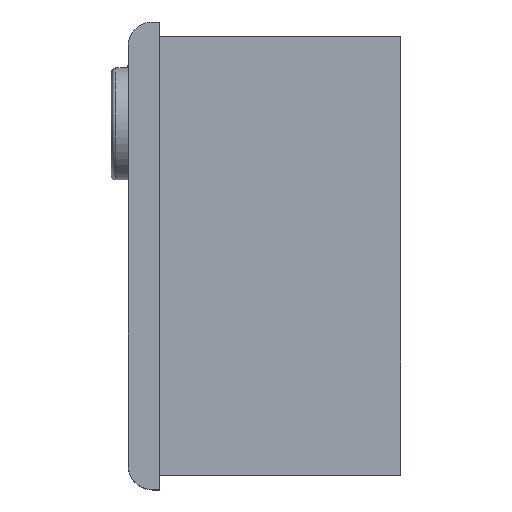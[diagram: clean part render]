
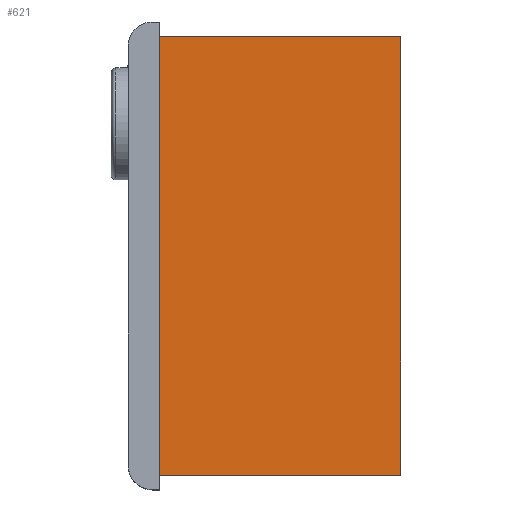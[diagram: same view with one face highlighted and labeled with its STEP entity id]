
A CAD part, top view. The second image highlights one B-rep face of the part: STEP entity #621.
In plain terms, the highlighted free-form (B-spline) face has degree [1, 1] with [2, 2] control points.
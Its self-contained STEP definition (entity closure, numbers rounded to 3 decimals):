
#534 = VERTEX_POINT('',#535);
#535 = CARTESIAN_POINT('',(5253.054,-26407.985,
    3057.591));
#550 = VERTEX_POINT('',#551);
#551 = CARTESIAN_POINT('',(5253.054,-26669.215,
    3057.591));
#556 = EDGE_CURVE('',#550,#534,#557,.T.);
#557 = B_SPLINE_CURVE_WITH_KNOTS('',1,(#558,#559),.UNSPECIFIED.,.F.,.F.,
  (2,2),(-192.,0.),.PIECEWISE_BEZIER_KNOTS.);
#558 = CARTESIAN_POINT('',(5253.054,-26669.215,
    3057.591));
#559 = CARTESIAN_POINT('',(5253.054,-26407.985,
    3057.591));
#598 = VERTEX_POINT('',#599);
#599 = CARTESIAN_POINT('',(5396.908,-26407.985,
    3057.591));
#604 = EDGE_CURVE('',#598,#605,#607,.T.);
#605 = VERTEX_POINT('',#606);
#606 = CARTESIAN_POINT('',(5396.908,-26669.215,
    3057.591));
#607 = B_SPLINE_CURVE_WITH_KNOTS('',1,(#608,#609),.UNSPECIFIED.,.F.,.F.,
  (2,2),(0.,192.),.PIECEWISE_BEZIER_KNOTS.);
#608 = CARTESIAN_POINT('',(5396.908,-26407.985,
    3057.591));
#609 = CARTESIAN_POINT('',(5396.908,-26669.215,
    3057.591));
#621 = ADVANCED_FACE('',(#622),#636,.T.);
#622 = FACE_BOUND('',#623,.T.);
#623 = EDGE_LOOP('',(#624,#629,#630,#635));
#624 = ORIENTED_EDGE('',*,*,#625,.T.);
#625 = EDGE_CURVE('',#598,#534,#626,.T.);
#626 = B_SPLINE_CURVE_WITH_KNOTS('',1,(#627,#628),.UNSPECIFIED.,.F.,.F.,
  (2,2),(195.6,295.674),.PIECEWISE_BEZIER_KNOTS.);
#627 = CARTESIAN_POINT('',(5396.908,-26407.985,
    3057.591));
#628 = CARTESIAN_POINT('',(5253.054,-26407.985,
    3057.591));
#629 = ORIENTED_EDGE('',*,*,#556,.F.);
#630 = ORIENTED_EDGE('',*,*,#631,.T.);
#631 = EDGE_CURVE('',#550,#605,#632,.T.);
#632 = B_SPLINE_CURVE_WITH_KNOTS('',1,(#633,#634),.UNSPECIFIED.,.F.,.F.,
  (2,2),(-295.674,-195.6),.PIECEWISE_BEZIER_KNOTS.);
#633 = CARTESIAN_POINT('',(5253.054,-26669.215,
    3057.591));
#634 = CARTESIAN_POINT('',(5396.908,-26669.215,
    3057.591));
#635 = ORIENTED_EDGE('',*,*,#604,.F.);
#636 = B_SPLINE_SURFACE_WITH_KNOTS('',1,1,(
    (#637,#638)
    ,(#639,#640
    )),.UNSPECIFIED.,.F.,.F.,.F.,(2,2),(2,2),(195.6,
    295.674),(0.,192.),.PIECEWISE_BEZIER_KNOTS.);
#637 = CARTESIAN_POINT('',(5396.908,-26407.985,
    3057.591));
#638 = CARTESIAN_POINT('',(5396.908,-26669.215,
    3057.591));
#639 = CARTESIAN_POINT('',(5253.054,-26407.985,
    3057.591));
#640 = CARTESIAN_POINT('',(5253.054,-26669.215,
    3057.591));
